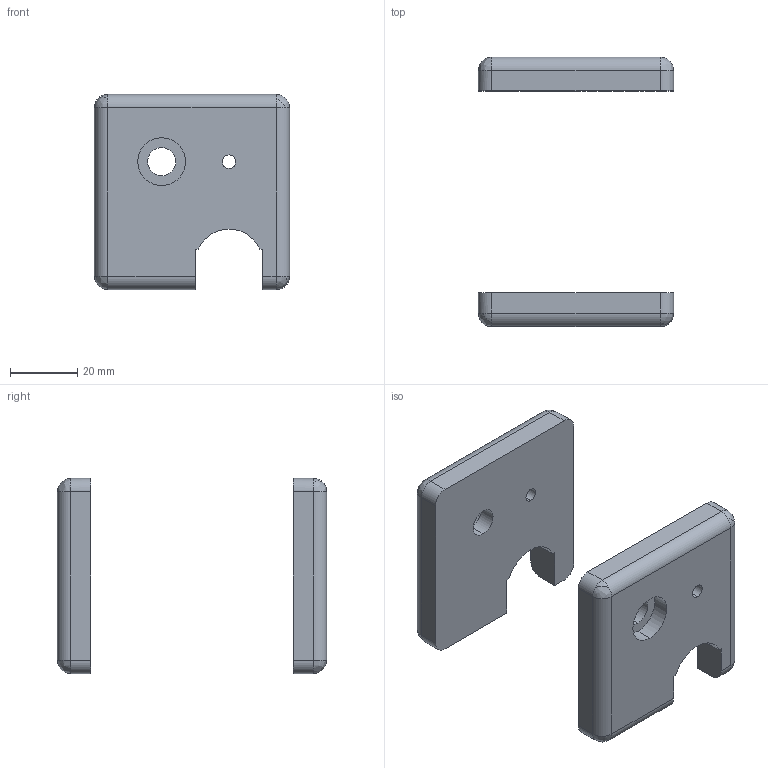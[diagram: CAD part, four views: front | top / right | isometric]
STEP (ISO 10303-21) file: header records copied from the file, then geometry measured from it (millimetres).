
FILE_DESCRIPTION (( 'STEP AP214' ), '1' );
FILE_NAME ('7720030', '2019-02-04T09:52:18', ( '' ), ('JUGARD+KÜNSTNER GmbH'), 'SwSTEP 2.0', 'SolidWorks 2017', '' );
FILE_SCHEMA (( 'AUTOMOTIVE_DESIGN' ));
Length unit declared in the file: millimetre
Products named in the file (3): 7720030_CNAJF00; Kopie von Abstreifer^7720030; Kopie von Abstreifer_2^7720030
Assembly tree (2 placements, depth 2):
  7720030_CNAJF00
    Kopie von Abstreifer^7720030
    Kopie von Abstreifer_2^7720030
Bounding box: 58 x 80 x 58 mm (x, y, z)
Volume: 56873.7 mm3; surface area: 17162.9 mm2
Topology: 2 solids, 2 shells, 67 faces, 167 edges, 100 vertices
Faces by surface type: cylinder 32, plane 24, bspline 11
Entity records: 2201 total; most frequent: CARTESIAN_POINT 498, DIRECTION 358, ORIENTED_EDGE 322, EDGE_CURVE 161, AXIS2_PLACEMENT_3D 136, VERTEX_POINT 100, VECTOR 86, LINE 86
